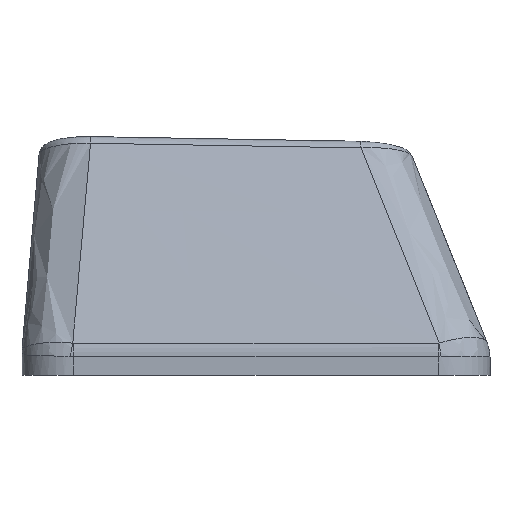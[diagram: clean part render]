
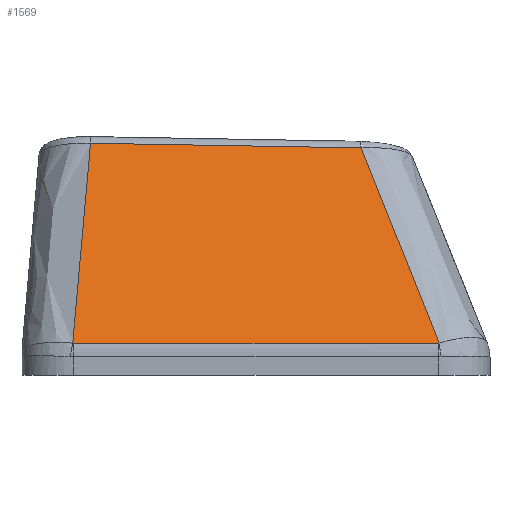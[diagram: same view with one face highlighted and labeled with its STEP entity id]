
A CAD part, left-side view. The second image highlights one B-rep face of the part: STEP entity #1569.
In plain terms, the highlighted free-form (B-spline) face has degree [3, 3] with [4, 4] control points.
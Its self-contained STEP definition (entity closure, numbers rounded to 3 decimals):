
#98=B_SPLINE_SURFACE_WITH_KNOTS('',3,3,((#3037,#3038,#3039,#3040),(#3041,
#3042,#3043,#3044),(#3045,#3046,#3047,#3048),(#3049,#3050,#3051,#3052)),
 .UNSPECIFIED.,.F.,.F.,.F.,(4,4),(4,4),(0.104,0.892),
(0.041,0.97),.UNSPECIFIED.);
#267=FACE_OUTER_BOUND('',#347,.T.);
#347=EDGE_LOOP('',(#1170,#1171,#1172,#1173,#1174,#1175));
#490=B_SPLINE_CURVE_WITH_KNOTS('',3,(#2733,#2734,#2735,#2736),
 .UNSPECIFIED.,.F.,.F.,(4,4),(0.,0.003),
 .UNSPECIFIED.);
#492=B_SPLINE_CURVE_WITH_KNOTS('',3,(#2760,#2761,#2762,#2763),
 .UNSPECIFIED.,.F.,.F.,(4,4),(0.,1.416),.UNSPECIFIED.);
#494=B_SPLINE_CURVE_WITH_KNOTS('',3,(#2787,#2788,#2789,#2790),
 .UNSPECIFIED.,.F.,.F.,(4,4),(0.,0.003),
 .UNSPECIFIED.);
#509=B_SPLINE_CURVE_WITH_KNOTS('',3,(#3054,#3055,#3056,#3057),
 .UNSPECIFIED.,.F.,.F.,(4,4),(0.039,0.904),
 .UNSPECIFIED.);
#510=B_SPLINE_CURVE_WITH_KNOTS('',3,(#3059,#3060,#3061,#3062),
 .UNSPECIFIED.,.F.,.F.,(4,4),(-1.049,0.),.UNSPECIFIED.);
#511=B_SPLINE_CURVE_WITH_KNOTS('',3,(#3063,#3064,#3065,#3066),
 .UNSPECIFIED.,.F.,.F.,(4,4),(-0.867,-0.037),
 .UNSPECIFIED.);
#659=VERTEX_POINT('',#2697);
#661=VERTEX_POINT('',#2726);
#663=VERTEX_POINT('',#2753);
#665=VERTEX_POINT('',#2780);
#681=VERTEX_POINT('',#3053);
#682=VERTEX_POINT('',#3058);
#856=EDGE_CURVE('',#659,#661,#490,.T.);
#859=EDGE_CURVE('',#661,#663,#492,.T.);
#862=EDGE_CURVE('',#663,#665,#494,.T.);
#886=EDGE_CURVE('',#681,#659,#509,.T.);
#887=EDGE_CURVE('',#682,#681,#510,.T.);
#888=EDGE_CURVE('',#665,#682,#511,.T.);
#1170=ORIENTED_EDGE('',*,*,#862,.F.);
#1171=ORIENTED_EDGE('',*,*,#859,.F.);
#1172=ORIENTED_EDGE('',*,*,#856,.F.);
#1173=ORIENTED_EDGE('',*,*,#886,.F.);
#1174=ORIENTED_EDGE('',*,*,#887,.F.);
#1175=ORIENTED_EDGE('',*,*,#888,.F.);
#1569=ADVANCED_FACE('',(#267),#98,.T.);
#2697=CARTESIAN_POINT('',(-8.981,-7.107,0.26));
#2726=CARTESIAN_POINT('',(-8.982,-7.081,0.258));
#2733=CARTESIAN_POINT('Ctrl Pts',(-8.981,-7.107,0.26));
#2734=CARTESIAN_POINT('Ctrl Pts',(-8.982,-7.098,0.259));
#2735=CARTESIAN_POINT('Ctrl Pts',(-8.982,-7.089,0.258));
#2736=CARTESIAN_POINT('Ctrl Pts',(-8.982,-7.081,0.258));
#2753=CARTESIAN_POINT('',(-8.986,7.08,0.253));
#2760=CARTESIAN_POINT('Ctrl Pts',(-8.982,-7.081,0.258));
#2761=CARTESIAN_POINT('Ctrl Pts',(-8.984,-2.36,0.256));
#2762=CARTESIAN_POINT('Ctrl Pts',(-8.985,2.36,0.255));
#2763=CARTESIAN_POINT('Ctrl Pts',(-8.986,7.08,0.253));
#2780=CARTESIAN_POINT('',(-8.985,7.111,0.256));
#2787=CARTESIAN_POINT('Ctrl Pts',(-8.986,7.08,0.253));
#2788=CARTESIAN_POINT('Ctrl Pts',(-8.986,7.091,0.253));
#2789=CARTESIAN_POINT('Ctrl Pts',(-8.986,7.101,0.254));
#2790=CARTESIAN_POINT('Ctrl Pts',(-8.985,7.111,0.256));
#3037=CARTESIAN_POINT('Ctrl Pts',(-6.097,-4.453,7.83));
#3038=CARTESIAN_POINT('Ctrl Pts',(-7.06,-5.339,5.303));
#3039=CARTESIAN_POINT('Ctrl Pts',(-8.023,-6.225,2.775));
#3040=CARTESIAN_POINT('Ctrl Pts',(-8.986,-7.111,0.247));
#3041=CARTESIAN_POINT('Ctrl Pts',(-6.097,-0.691,7.893));
#3042=CARTESIAN_POINT('Ctrl Pts',(-7.06,-1.251,5.345));
#3043=CARTESIAN_POINT('Ctrl Pts',(-8.023,-1.811,2.797));
#3044=CARTESIAN_POINT('Ctrl Pts',(-8.986,-2.37,0.249));
#3045=CARTESIAN_POINT('Ctrl Pts',(-6.097,3.071,7.955));
#3046=CARTESIAN_POINT('Ctrl Pts',(-7.06,2.837,5.387));
#3047=CARTESIAN_POINT('Ctrl Pts',(-8.023,2.604,2.819));
#3048=CARTESIAN_POINT('Ctrl Pts',(-8.986,2.37,0.251));
#3049=CARTESIAN_POINT('Ctrl Pts',(-6.097,6.832,8.017));
#3050=CARTESIAN_POINT('Ctrl Pts',(-7.06,6.925,5.429));
#3051=CARTESIAN_POINT('Ctrl Pts',(-8.023,7.018,2.841));
#3052=CARTESIAN_POINT('Ctrl Pts',(-8.986,7.111,0.253));
#3053=CARTESIAN_POINT('',(-6.099,-4.07,7.831));
#3054=CARTESIAN_POINT('Ctrl Pts',(-6.099,-4.07,7.831));
#3055=CARTESIAN_POINT('Ctrl Pts',(-7.059,-5.081,5.307));
#3056=CARTESIAN_POINT('Ctrl Pts',(-8.02,-6.094,2.783));
#3057=CARTESIAN_POINT('Ctrl Pts',(-8.981,-7.107,0.26));
#3058=CARTESIAN_POINT('',(-6.097,6.422,8.01));
#3059=CARTESIAN_POINT('Ctrl Pts',(-6.097,6.422,8.01));
#3060=CARTESIAN_POINT('Ctrl Pts',(-6.098,2.925,7.951));
#3061=CARTESIAN_POINT('Ctrl Pts',(-6.098,-0.573,
7.891));
#3062=CARTESIAN_POINT('Ctrl Pts',(-6.099,-4.07,7.831));
#3063=CARTESIAN_POINT('Ctrl Pts',(-8.985,7.111,0.256));
#3064=CARTESIAN_POINT('Ctrl Pts',(-8.023,6.882,2.841));
#3065=CARTESIAN_POINT('Ctrl Pts',(-7.061,6.652,5.426));
#3066=CARTESIAN_POINT('Ctrl Pts',(-6.097,6.422,8.01));
